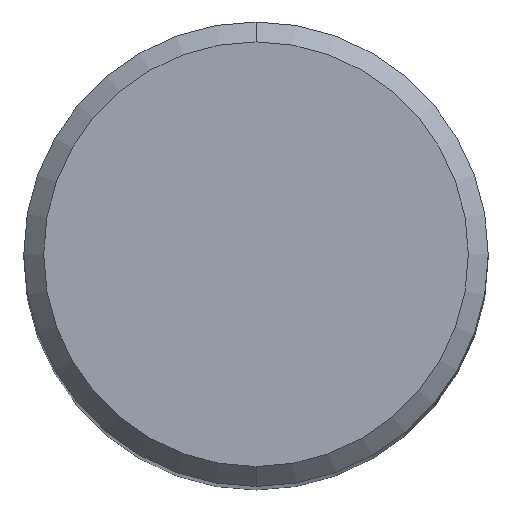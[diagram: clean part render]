
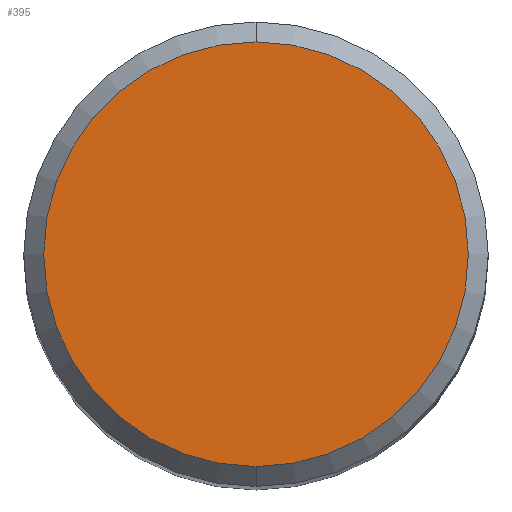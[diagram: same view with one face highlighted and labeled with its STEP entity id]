
A CAD part, top view. The second image highlights one B-rep face of the part: STEP entity #395.
In plain terms, the highlighted planar face has unit normal (0, 0, 1).
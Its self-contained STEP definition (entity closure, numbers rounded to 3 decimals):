
#185=EDGE_CURVE('',#461,#339,#492,.T.);
#339=VERTEX_POINT('',#663);
#341=EDGE_CURVE('',#339,#461,#665,.T.);
#395=ADVANCED_FACE('',(#724),#725,.T.);
#461=VERTEX_POINT('',#798);
#492=CIRCLE('',#824,6.4);
#663=CARTESIAN_POINT('',(0.,-6.4,0.0));
#665=CIRCLE('',#1215,6.4);
#724=FACE_OUTER_BOUND('',#1355,.T.);
#725=PLANE('',#1356);
#798=CARTESIAN_POINT('',(0.0,6.4,0.0));
#824=AXIS2_PLACEMENT_3D('',#1514,#1515,#1516);
#1215=AXIS2_PLACEMENT_3D('',#1717,#1718,#1719);
#1355=EDGE_LOOP('',(#1773,#1774));
#1356=AXIS2_PLACEMENT_3D('',#1775,#1776,#1777);
#1514=CARTESIAN_POINT('',(0.0,0.0,0.0));
#1515=DIRECTION('',(0.0,0.0,-1.0));
#1516=DIRECTION('',(0.0,1.0,0.0));
#1717=CARTESIAN_POINT('',(0.0,0.0,0.0));
#1718=DIRECTION('',(0.0,0.0,-1.0));
#1719=DIRECTION('',(0.0,1.0,0.0));
#1773=ORIENTED_EDGE('',*,*,#185,.F.);
#1774=ORIENTED_EDGE('',*,*,#341,.F.);
#1775=CARTESIAN_POINT('',(0.0,3.2,0.0));
#1776=DIRECTION('',(-0.0,0.0,1.0));
#1777=DIRECTION('',(0.0,-1.0,0.0));
